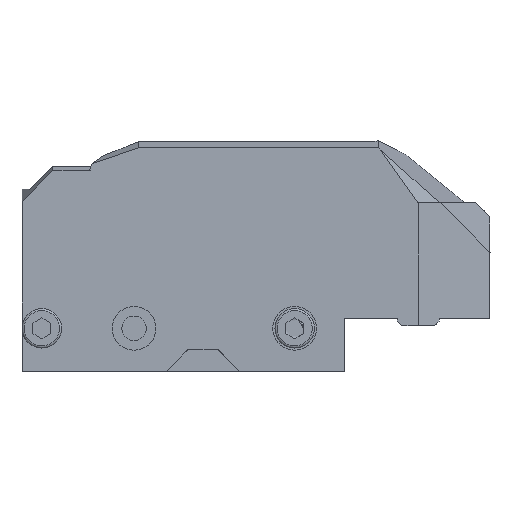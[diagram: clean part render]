
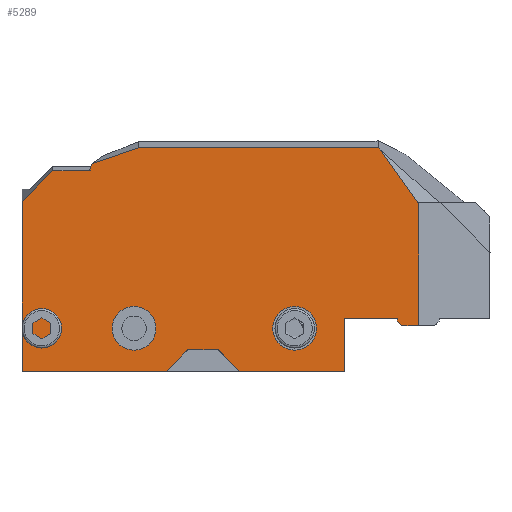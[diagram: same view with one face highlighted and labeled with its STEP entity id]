
A CAD part, left-side view. The second image highlights one B-rep face of the part: STEP entity #5289.
In plain terms, the highlighted planar face has unit normal (-1, 0, 0).
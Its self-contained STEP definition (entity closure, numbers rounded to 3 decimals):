
#187=FACE_BOUND('',#958,.T.);
#188=FACE_BOUND('',#959,.T.);
#346=PLANE('',#5755);
#649=FACE_OUTER_BOUND('',#957,.T.);
#957=EDGE_LOOP('',(#4567,#4568,#4569,#4570,#4571,#4572,#4573,#4574,#4575,
#4576,#4577,#4578,#4579,#4580,#4581,#4582,#4583,#4584,#4585,#4586));
#958=EDGE_LOOP('',(#4587));
#959=EDGE_LOOP('',(#4588));
#1164=LINE('',#7766,#1667);
#1168=LINE('',#7774,#1671);
#1194=LINE('',#7854,#1697);
#1228=LINE('',#7966,#1731);
#1263=LINE('',#8041,#1766);
#1307=LINE('',#8264,#1810);
#1311=LINE('',#8274,#1814);
#1323=LINE('',#8297,#1826);
#1325=LINE('',#8300,#1828);
#1328=LINE('',#8306,#1831);
#1430=LINE('',#8590,#1933);
#1433=LINE('',#8602,#1936);
#1438=LINE('',#8621,#1941);
#1440=LINE('',#8624,#1943);
#1452=LINE('',#8664,#1955);
#1471=LINE('',#8747,#1974);
#1472=LINE('',#8749,#1975);
#1473=LINE('',#8751,#1976);
#1474=LINE('',#8753,#1977);
#1475=LINE('',#8754,#1978);
#1667=VECTOR('',#6253,10.);
#1671=VECTOR('',#6259,10.);
#1697=VECTOR('',#6321,10.);
#1731=VECTOR('',#6395,10.);
#1766=VECTOR('',#6444,10.);
#1810=VECTOR('',#6570,10.);
#1814=VECTOR('',#6578,10.);
#1826=VECTOR('',#6600,10.);
#1828=VECTOR('',#6604,10.);
#1831=VECTOR('',#6611,10.);
#1933=VECTOR('',#6831,10.);
#1936=VECTOR('',#6842,10.);
#1941=VECTOR('',#6865,10.);
#1943=VECTOR('',#6869,10.);
#1955=VECTOR('',#6911,10.);
#1974=VECTOR('',#7002,10.);
#1975=VECTOR('',#7003,10.);
#1976=VECTOR('',#7004,10.);
#1977=VECTOR('',#7005,10.);
#1978=VECTOR('',#7006,10.);
#2125=CIRCLE('',#5582,3.05);
#2166=CIRCLE('',#5718,3.05);
#2341=VERTEX_POINT('',#7763);
#2342=VERTEX_POINT('',#7765);
#2344=VERTEX_POINT('',#7771);
#2345=VERTEX_POINT('',#7773);
#2414=VERTEX_POINT('',#7965);
#2446=VERTEX_POINT('',#8038);
#2447=VERTEX_POINT('',#8040);
#2449=VERTEX_POINT('',#8046);
#2499=VERTEX_POINT('',#8262);
#2502=VERTEX_POINT('',#8271);
#2503=VERTEX_POINT('',#8273);
#2509=VERTEX_POINT('',#8296);
#2510=VERTEX_POINT('',#8304);
#2599=VERTEX_POINT('',#8588);
#2603=VERTEX_POINT('',#8599);
#2604=VERTEX_POINT('',#8601);
#2609=VERTEX_POINT('',#8620);
#2621=VERTEX_POINT('',#8659);
#2622=VERTEX_POINT('',#8663);
#2642=VERTEX_POINT('',#8748);
#2643=VERTEX_POINT('',#8750);
#2644=VERTEX_POINT('',#8752);
#2906=EDGE_CURVE('',#2342,#2341,#1164,.T.);
#2910=EDGE_CURVE('',#2345,#2344,#1168,.T.);
#2948=EDGE_CURVE('',#2342,#2344,#1194,.T.);
#2996=EDGE_CURVE('',#2414,#2345,#1228,.T.);
#3033=EDGE_CURVE('',#2446,#2447,#1263,.T.);
#3036=EDGE_CURVE('',#2449,#2449,#2125,.T.);
#3109=EDGE_CURVE('',#2341,#2499,#1307,.T.);
#3113=EDGE_CURVE('',#2503,#2502,#1311,.T.);
#3125=EDGE_CURVE('',#2503,#2509,#1323,.T.);
#3127=EDGE_CURVE('',#2499,#2509,#1325,.T.);
#3130=EDGE_CURVE('',#2502,#2510,#1328,.T.);
#3262=EDGE_CURVE('',#2510,#2599,#1430,.T.);
#3267=EDGE_CURVE('',#2604,#2603,#1433,.T.);
#3277=EDGE_CURVE('',#2609,#2447,#1438,.T.);
#3279=EDGE_CURVE('',#2603,#2609,#1440,.T.);
#3297=EDGE_CURVE('',#2621,#2621,#2166,.T.);
#3298=EDGE_CURVE('',#2622,#2604,#1452,.T.);
#3334=EDGE_CURVE('',#2622,#2599,#1471,.T.);
#3335=EDGE_CURVE('',#2446,#2642,#1472,.T.);
#3336=EDGE_CURVE('',#2642,#2643,#1473,.T.);
#3337=EDGE_CURVE('',#2643,#2644,#1474,.T.);
#3338=EDGE_CURVE('',#2644,#2414,#1475,.T.);
#4567=ORIENTED_EDGE('',*,*,#2948,.F.);
#4568=ORIENTED_EDGE('',*,*,#2906,.T.);
#4569=ORIENTED_EDGE('',*,*,#3109,.T.);
#4570=ORIENTED_EDGE('',*,*,#3127,.T.);
#4571=ORIENTED_EDGE('',*,*,#3125,.F.);
#4572=ORIENTED_EDGE('',*,*,#3113,.T.);
#4573=ORIENTED_EDGE('',*,*,#3130,.T.);
#4574=ORIENTED_EDGE('',*,*,#3262,.T.);
#4575=ORIENTED_EDGE('',*,*,#3334,.F.);
#4576=ORIENTED_EDGE('',*,*,#3298,.T.);
#4577=ORIENTED_EDGE('',*,*,#3267,.T.);
#4578=ORIENTED_EDGE('',*,*,#3279,.T.);
#4579=ORIENTED_EDGE('',*,*,#3277,.T.);
#4580=ORIENTED_EDGE('',*,*,#3033,.F.);
#4581=ORIENTED_EDGE('',*,*,#3335,.T.);
#4582=ORIENTED_EDGE('',*,*,#3336,.T.);
#4583=ORIENTED_EDGE('',*,*,#3337,.T.);
#4584=ORIENTED_EDGE('',*,*,#3338,.T.);
#4585=ORIENTED_EDGE('',*,*,#2996,.T.);
#4586=ORIENTED_EDGE('',*,*,#2910,.T.);
#4587=ORIENTED_EDGE('',*,*,#3036,.T.);
#4588=ORIENTED_EDGE('',*,*,#3297,.F.);
#5289=ADVANCED_FACE('',(#649,#187,#188),#346,.T.);
#5582=AXIS2_PLACEMENT_3D('',#8047,#6449,#6450);
#5718=AXIS2_PLACEMENT_3D('',#8661,#6907,#6908);
#5755=AXIS2_PLACEMENT_3D('',#8746,#7000,#7001);
#6253=DIRECTION('',(0.,0.695,0.719));
#6259=DIRECTION('',(0.,1.,0.));
#6321=DIRECTION('',(0.,-0.577,-0.816));
#6395=DIRECTION('',(0.,0.,1.));
#6444=DIRECTION('',(0.,0.,-1.));
#6449=DIRECTION('center_axis',(1.,0.,0.));
#6450=DIRECTION('ref_axis',(0.,0.,1.));
#6570=DIRECTION('',(0.,1.,0.));
#6578=DIRECTION('',(0.,1.,0.));
#6600=DIRECTION('',(0.,-0.238,0.971));
#6604=DIRECTION('',(0.,0.945,-0.326));
#6611=DIRECTION('',(0.,0.695,-0.719));
#6831=DIRECTION('',(0.,0.,-1.));
#6842=DIRECTION('',(0.,-1.,0.));
#6865=DIRECTION('',(0.,-1.,0.));
#6869=DIRECTION('',(0.,-0.707,-0.707));
#6907=DIRECTION('center_axis',(-1.,0.,0.));
#6908=DIRECTION('ref_axis',(0.,1.,0.));
#6911=DIRECTION('',(0.,-0.707,0.707));
#7000=DIRECTION('center_axis',(-1.,0.,0.));
#7001=DIRECTION('ref_axis',(0.,-1.,0.));
#7002=DIRECTION('',(0.,1.,0.));
#7003=DIRECTION('',(0.,-1.,0.));
#7004=DIRECTION('',(0.,0.,-1.));
#7005=DIRECTION('',(0.,-0.707,-0.707));
#7006=DIRECTION('',(0.,-1.,0.));
#7763=CARTESIAN_POINT('',(-29.869,-58.712,24.139));
#7765=CARTESIAN_POINT('',(-29.869,-59.014,23.827));
#7766=CARTESIAN_POINT('',(-29.869,-57.93,24.949));
#7771=CARTESIAN_POINT('',(-29.869,-64.192,16.504));
#7773=CARTESIAN_POINT('',(-29.869,-64.311,16.504));
#7774=CARTESIAN_POINT('',(-29.869,-48.08,16.504));
#7854=CARTESIAN_POINT('',(-29.869,-58.641,24.354));
#7965=CARTESIAN_POINT('',(-29.869,-64.311,-0.613));
#7966=CARTESIAN_POINT('',(-29.869,-64.311,4.283));
#8038=CARTESIAN_POINT('',(-29.869,-54.045,0.387));
#8040=CARTESIAN_POINT('',(-29.869,-54.045,-7.));
#8041=CARTESIAN_POINT('',(-29.869,-54.045,7.387));
#8046=CARTESIAN_POINT('',(-29.869,-47.045,-4.05));
#8047=CARTESIAN_POINT('Origin',(-29.869,-47.045,-1.));
#8262=CARTESIAN_POINT('',(-29.869,-25.28,24.139));
#8264=CARTESIAN_POINT('',(-29.869,-34.296,24.139));
#8271=CARTESIAN_POINT('',(-29.869,-13.362,20.963));
#8273=CARTESIAN_POINT('',(-29.869,-18.505,20.963));
#8274=CARTESIAN_POINT('',(-29.869,-18.33,20.963));
#8296=CARTESIAN_POINT('',(-29.869,-18.73,21.879));
#8297=CARTESIAN_POINT('',(-29.869,-18.464,20.792));
#8300=CARTESIAN_POINT('',(-29.869,-25.706,24.286));
#8304=CARTESIAN_POINT('',(-29.869,-9.08,16.531));
#8306=CARTESIAN_POINT('',(-29.869,-6.968,14.344));
#8588=CARTESIAN_POINT('',(-29.869,-9.08,-7.));
#8590=CARTESIAN_POINT('',(-29.869,-9.08,0.153));
#8599=CARTESIAN_POINT('',(-29.869,-36.422,-4.));
#8601=CARTESIAN_POINT('',(-29.869,-32.139,-4.));
#8602=CARTESIAN_POINT('',(-29.869,-33.814,-4.));
#8620=CARTESIAN_POINT('',(-29.869,-39.422,-7.));
#8621=CARTESIAN_POINT('',(-29.869,-41.981,-7.));
#8624=CARTESIAN_POINT('',(-29.869,-33.204,-0.782));
#8659=CARTESIAN_POINT('',(-29.869,-27.73,-1.));
#8661=CARTESIAN_POINT('Origin',(-29.869,-24.68,-1.));
#8663=CARTESIAN_POINT('',(-29.869,-29.139,-7.));
#8664=CARTESIAN_POINT('',(-29.869,-35.414,-0.724));
#8746=CARTESIAN_POINT('Origin',(-29.869,-34.396,9.704));
#8747=CARTESIAN_POINT('',(-29.869,-28.155,-7.));
#8748=CARTESIAN_POINT('',(-29.869,-61.345,0.387));
#8749=CARTESIAN_POINT('',(-29.869,-44.645,0.387));
#8750=CARTESIAN_POINT('',(-29.869,-61.345,-0.013));
#8751=CARTESIAN_POINT('',(-29.869,-61.345,4.783));
#8752=CARTESIAN_POINT('',(-29.869,-61.945,-0.613));
#8753=CARTESIAN_POINT('',(-29.869,-52.672,8.66));
#8754=CARTESIAN_POINT('',(-29.869,-48.295,-0.613));
